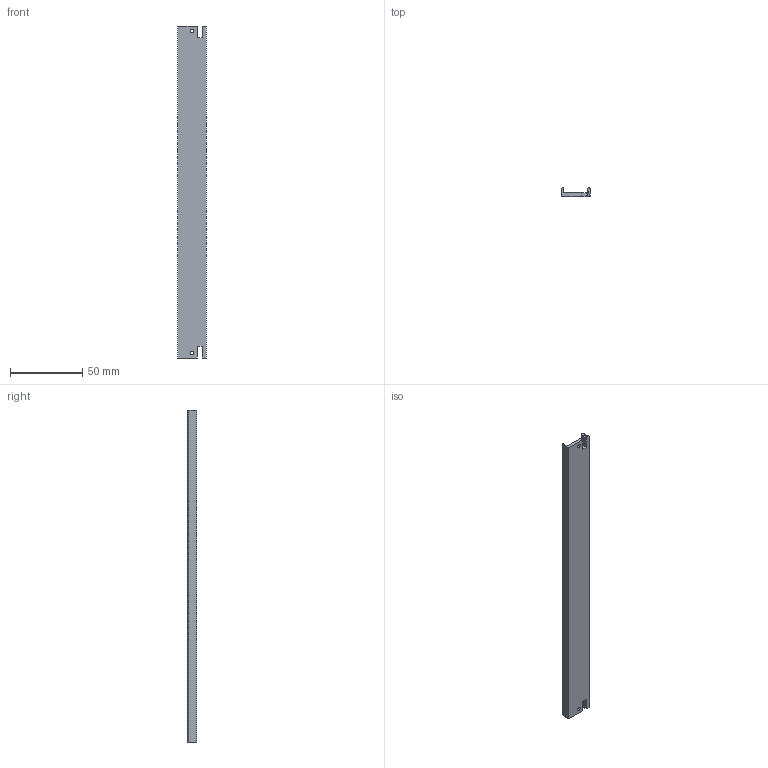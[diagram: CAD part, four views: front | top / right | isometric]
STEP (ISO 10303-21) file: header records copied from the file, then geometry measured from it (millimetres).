
FILE_DESCRIPTION((''),'2;1');
FILE_NAME('226216011104VM-','2014-09-10T',('jkuester'),(''),'PRO/ENGINEER BY PARAMETRIC TECHNOLOGY CORPORATION, 2010160','PRO/ENGINEER BY PARAMETRIC TECHNOLOGY CORPORATION, 2010160','');
FILE_SCHEMA(('AUTOMOTIVE_DESIGN { 1 0 10303 214 1 1 1 1 }'));
Length unit declared in the file: millimetre
Products named in the file (1): 226216011104VM-
Bounding box: 20.02 x 6.3 x 230.35 mm (x, y, z)
Volume: 12811.8 mm3; surface area: 14995.3 mm2
Topology: 1 solids, 1 shells, 40 faces, 114 edges, 76 vertices
Faces by surface type: plane 31, cylinder 9
Entity records: 1376 total; most frequent: CARTESIAN_POINT 231, ORIENTED_EDGE 228, DIRECTION 212, EDGE_CURVE 114, VECTOR 96, LINE 96, VERTEX_POINT 76, AXIS2_PLACEMENT_3D 58
